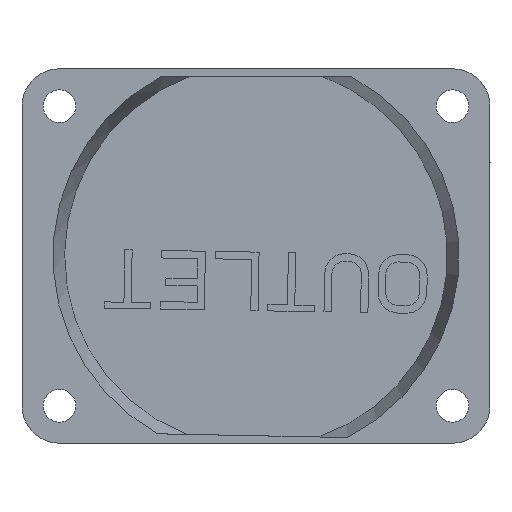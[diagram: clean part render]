
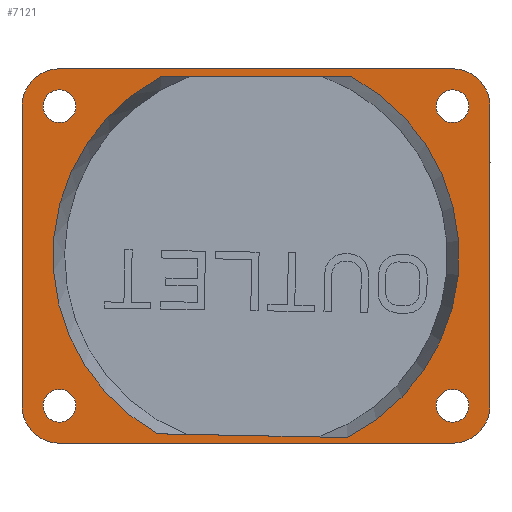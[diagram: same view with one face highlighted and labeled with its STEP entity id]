
A CAD part, front view. The second image highlights one B-rep face of the part: STEP entity #7121.
In plain terms, the highlighted planar face has unit normal (0, -1, 0).
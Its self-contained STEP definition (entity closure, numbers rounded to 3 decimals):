
#677=CARTESIAN_POINT('',(-75.193,34.173,16.519));
#678=DIRECTION('',(0.,1.,0.));
#679=DIRECTION('',(0.,0.,1.));
#680=AXIS2_PLACEMENT_3D('',#677,#678,#679);
#682=CARTESIAN_POINT('',(-75.193,34.173,-15.481));
#683=DIRECTION('',(0.,1.,0.));
#684=DIRECTION('',(1.,0.,0.));
#685=AXIS2_PLACEMENT_3D('',#682,#683,#684);
#687=CARTESIAN_POINT('',(-117.193,34.173,-15.481));
#688=DIRECTION('',(0.,1.,0.));
#689=DIRECTION('',(0.,0.,-1.));
#690=AXIS2_PLACEMENT_3D('',#687,#688,#689);
#692=DIRECTION('',(0.,0.,1.));
#693=VECTOR('',#692,32.);
#694=CARTESIAN_POINT('',(-121.193,34.173,-15.481));
#695=LINE('',#694,#693);
#696=CARTESIAN_POINT('',(-117.193,34.173,16.519));
#697=DIRECTION('',(0.,1.,0.));
#698=DIRECTION('',(-1.,0.,0.));
#699=AXIS2_PLACEMENT_3D('',#696,#697,#698);
#701=DIRECTION('',(1.,0.,0.));
#702=VECTOR('',#701,42.);
#703=CARTESIAN_POINT('',(-117.193,34.173,20.519));
#704=LINE('',#703,#702);
#705=CARTESIAN_POINT('',(-117.193,34.173,16.519));
#706=DIRECTION('',(0.,-1.,0.));
#707=DIRECTION('',(0.,0.,-1.));
#708=AXIS2_PLACEMENT_3D('',#705,#706,#707);
#710=CARTESIAN_POINT('',(-117.193,34.173,16.519));
#711=DIRECTION('',(0.,-1.,0.));
#712=DIRECTION('',(0.,0.,1.));
#713=AXIS2_PLACEMENT_3D('',#710,#711,#712);
#715=CARTESIAN_POINT('',(-117.193,34.173,-15.481));
#716=DIRECTION('',(0.,-1.,0.));
#717=DIRECTION('',(0.,0.,-1.));
#718=AXIS2_PLACEMENT_3D('',#715,#716,#717);
#720=CARTESIAN_POINT('',(-117.193,34.173,-15.481));
#721=DIRECTION('',(0.,-1.,0.));
#722=DIRECTION('',(0.,0.,1.));
#723=AXIS2_PLACEMENT_3D('',#720,#721,#722);
#725=CARTESIAN_POINT('',(-75.193,34.173,16.519));
#726=DIRECTION('',(0.,-1.,0.));
#727=DIRECTION('',(0.,0.,-1.));
#728=AXIS2_PLACEMENT_3D('',#725,#726,#727);
#730=CARTESIAN_POINT('',(-75.193,34.173,16.519));
#731=DIRECTION('',(0.,-1.,0.));
#732=DIRECTION('',(0.,0.,1.));
#733=AXIS2_PLACEMENT_3D('',#730,#731,#732);
#735=CARTESIAN_POINT('',(-75.193,34.173,-15.481));
#736=DIRECTION('',(0.,-1.,0.));
#737=DIRECTION('',(0.,0.,-1.));
#738=AXIS2_PLACEMENT_3D('',#735,#736,#737);
#740=CARTESIAN_POINT('',(-75.193,34.173,-15.481));
#741=DIRECTION('',(0.,-1.,0.));
#742=DIRECTION('',(0.,0.,1.));
#743=AXIS2_PLACEMENT_3D('',#740,#741,#742);
#745=DIRECTION('',(1.,0.,-0.02));
#746=VECTOR('',#745,20.224);
#747=CARTESIAN_POINT('',(-106.681,34.173,-18.479));
#748=LINE('',#747,#746);
#749=CARTESIAN_POINT('',(-96.193,34.173,0.519));
#750=DIRECTION('',(0.,-1.,0.));
#751=DIRECTION('',(0.448,0.,-0.894));
#752=AXIS2_PLACEMENT_3D('',#749,#750,#751);
#754=CARTESIAN_POINT('',(-96.193,34.173,0.519));
#755=DIRECTION('',(0.,-1.,0.));
#756=DIRECTION('',(-0.466,0.,0.885));
#757=AXIS2_PLACEMENT_3D('',#754,#755,#756);
#834=DIRECTION('',(1.,0.,0.));
#835=VECTOR('',#834,42.);
#836=CARTESIAN_POINT('',(-117.193,34.173,-19.481));
#837=LINE('',#836,#835);
#2276=DIRECTION('',(0.,0.,1.));
#2277=VECTOR('',#2276,32.);
#2278=CARTESIAN_POINT('',(-71.193,34.173,
-15.481));
#2279=LINE('',#2278,#2277);
#2769=DIRECTION('',(1.,0.,0.));
#2770=VECTOR('',#2769,20.224);
#2771=CARTESIAN_POINT('',(-106.305,34.173,19.719));
#2772=LINE('',#2771,#2770);
#5319=CARTESIAN_POINT('',(-121.193,34.173,
-15.481));
#5320=VERTEX_POINT('',#5319);
#5321=CARTESIAN_POINT('',(-117.193,34.173,
-19.481));
#5322=VERTEX_POINT('',#5321);
#5323=CARTESIAN_POINT('',(-117.193,34.173,20.519));
#5324=VERTEX_POINT('',#5323);
#5325=CARTESIAN_POINT('',(-121.193,34.173,16.519));
#5326=VERTEX_POINT('',#5325);
#5327=CARTESIAN_POINT('',(-75.193,34.173,20.519));
#5328=CARTESIAN_POINT('',(-71.193,34.173,16.519));
#5329=VERTEX_POINT('',#5327);
#5330=VERTEX_POINT('',#5328);
#5331=CARTESIAN_POINT('',(-71.193,34.173,
-15.481));
#5332=VERTEX_POINT('',#5331);
#5333=CARTESIAN_POINT('',(-75.193,34.173,
-19.481));
#5334=VERTEX_POINT('',#5333);
#5335=CARTESIAN_POINT('',(-117.193,34.173,14.769));
#5336=CARTESIAN_POINT('',(-117.193,34.173,18.269));
#5337=VERTEX_POINT('',#5335);
#5338=VERTEX_POINT('',#5336);
#5339=CARTESIAN_POINT('',(-117.193,34.173,
-17.231));
#5340=CARTESIAN_POINT('',(-117.193,34.173,
-13.731));
#5341=VERTEX_POINT('',#5339);
#5342=VERTEX_POINT('',#5340);
#5343=CARTESIAN_POINT('',(-75.193,34.173,14.769));
#5344=CARTESIAN_POINT('',(-75.193,34.173,18.269));
#5345=VERTEX_POINT('',#5343);
#5346=VERTEX_POINT('',#5344);
#5347=CARTESIAN_POINT('',(-75.193,34.173,
-17.231));
#5348=CARTESIAN_POINT('',(-75.193,34.173,
-13.731));
#5349=VERTEX_POINT('',#5347);
#5350=VERTEX_POINT('',#5348);
#5351=CARTESIAN_POINT('',(-106.681,34.173,
-18.479));
#5352=CARTESIAN_POINT('',(-86.461,34.173,
-18.877));
#5353=VERTEX_POINT('',#5351);
#5354=VERTEX_POINT('',#5352);
#5355=CARTESIAN_POINT('',(-86.081,34.173,19.719));
#5356=VERTEX_POINT('',#5355);
#5357=CARTESIAN_POINT('',(-106.305,34.173,19.719));
#5358=VERTEX_POINT('',#5357);
#7068=CARTESIAN_POINT('',(-96.193,34.173,
0.519));
#7069=DIRECTION('',(0.,1.,0.));
#7070=DIRECTION('',(0.,0.,1.));
#7071=AXIS2_PLACEMENT_3D('',#7068,#7069,#7070);
#7072=PLANE('',#7071);
#7074=ORIENTED_EDGE('',*,*,#7073,.T.);
#7076=ORIENTED_EDGE('',*,*,#7075,.F.);
#7078=ORIENTED_EDGE('',*,*,#7077,.T.);
#7080=ORIENTED_EDGE('',*,*,#7079,.F.);
#7081=ORIENTED_EDGE('',*,*,#7034,.T.);
#7082=ORIENTED_EDGE('',*,*,#7049,.T.);
#7083=ORIENTED_EDGE('',*,*,#7062,.T.);
#7084=ORIENTED_EDGE('',*,*,#6679,.T.);
#7085=EDGE_LOOP('',(#7074,#7076,#7078,#7080,#7081,#7082,#7083,#7084));
#7086=FACE_OUTER_BOUND('',#7085,.F.);
#7088=ORIENTED_EDGE('',*,*,#7087,.T.);
#7090=ORIENTED_EDGE('',*,*,#7089,.T.);
#7091=EDGE_LOOP('',(#7088,#7090));
#7092=FACE_BOUND('',#7091,.F.);
#7094=ORIENTED_EDGE('',*,*,#7093,.T.);
#7096=ORIENTED_EDGE('',*,*,#7095,.T.);
#7097=EDGE_LOOP('',(#7094,#7096));
#7098=FACE_BOUND('',#7097,.F.);
#7100=ORIENTED_EDGE('',*,*,#7099,.T.);
#7102=ORIENTED_EDGE('',*,*,#7101,.T.);
#7103=EDGE_LOOP('',(#7100,#7102));
#7104=FACE_BOUND('',#7103,.F.);
#7106=ORIENTED_EDGE('',*,*,#7105,.T.);
#7108=ORIENTED_EDGE('',*,*,#7107,.T.);
#7109=EDGE_LOOP('',(#7106,#7108));
#7110=FACE_BOUND('',#7109,.F.);
#7112=ORIENTED_EDGE('',*,*,#7111,.T.);
#7114=ORIENTED_EDGE('',*,*,#7113,.T.);
#7116=ORIENTED_EDGE('',*,*,#7115,.F.);
#7118=ORIENTED_EDGE('',*,*,#7117,.T.);
#7119=EDGE_LOOP('',(#7112,#7114,#7116,#7118));
#7120=FACE_BOUND('',#7119,.F.);
#7121=ADVANCED_FACE('',(#7086,#7092,#7098,#7104,#7110,#7120),#7072,.F.);
#681=CIRCLE('',#680,4.);
#686=CIRCLE('',#685,4.);
#691=CIRCLE('',#690,4.);
#700=CIRCLE('',#699,4.);
#709=CIRCLE('',#708,1.75);
#714=CIRCLE('',#713,1.75);
#719=CIRCLE('',#718,1.75);
#724=CIRCLE('',#723,1.75);
#729=CIRCLE('',#728,1.75);
#734=CIRCLE('',#733,1.75);
#739=CIRCLE('',#738,1.75);
#744=CIRCLE('',#743,1.75);
#753=CIRCLE('',#752,21.7);
#758=CIRCLE('',#757,21.7);
#6679=EDGE_CURVE('',#5324,#5329,#704,.T.);
#7034=EDGE_CURVE('',#5322,#5320,#691,.T.);
#7049=EDGE_CURVE('',#5320,#5326,#695,.T.);
#7062=EDGE_CURVE('',#5326,#5324,#700,.T.);
#7073=EDGE_CURVE('',#5329,#5330,#681,.T.);
#7075=EDGE_CURVE('',#5332,#5330,#2279,.T.);
#7077=EDGE_CURVE('',#5332,#5334,#686,.T.);
#7079=EDGE_CURVE('',#5322,#5334,#837,.T.);
#7087=EDGE_CURVE('',#5337,#5338,#709,.T.);
#7089=EDGE_CURVE('',#5338,#5337,#714,.T.);
#7093=EDGE_CURVE('',#5341,#5342,#719,.T.);
#7095=EDGE_CURVE('',#5342,#5341,#724,.T.);
#7099=EDGE_CURVE('',#5345,#5346,#729,.T.);
#7101=EDGE_CURVE('',#5346,#5345,#734,.T.);
#7105=EDGE_CURVE('',#5349,#5350,#739,.T.);
#7107=EDGE_CURVE('',#5350,#5349,#744,.T.);
#7111=EDGE_CURVE('',#5353,#5354,#748,.T.);
#7113=EDGE_CURVE('',#5354,#5356,#753,.T.);
#7115=EDGE_CURVE('',#5358,#5356,#2772,.T.);
#7117=EDGE_CURVE('',#5358,#5353,#758,.T.);
